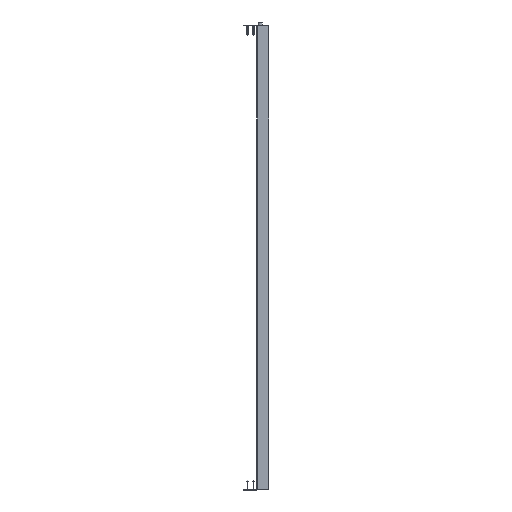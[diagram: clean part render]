
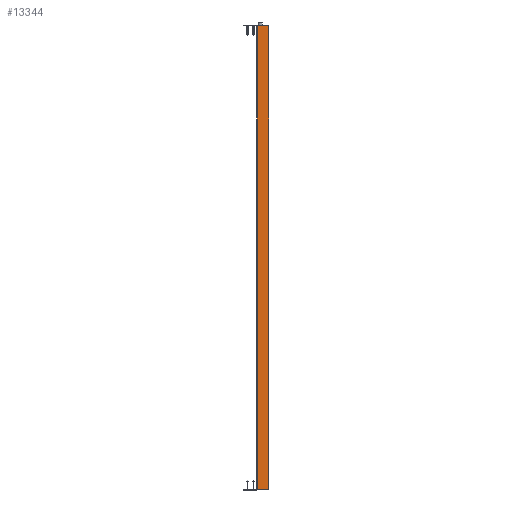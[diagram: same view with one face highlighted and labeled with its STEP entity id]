
A CAD part, left-side view. The second image highlights one B-rep face of the part: STEP entity #13344.
In plain terms, the highlighted planar face has unit normal (-1, 0.009, 0).
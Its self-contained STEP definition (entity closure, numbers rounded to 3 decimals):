
#1488 = EDGE_CURVE ( 'NONE', #22102, #7960, #22110, .T. ) ;
#1523 = DIRECTION ( 'NONE',  ( -0.009, -1., 0. ) ) ;
#1945 = VECTOR ( 'NONE', #6989, 1000. ) ;
#2290 = CARTESIAN_POINT ( 'NONE',  ( -6.383, -0.694, -958. ) ) ;
#3959 = FACE_OUTER_BOUND ( 'NONE', #16801, .T. ) ;
#4178 = CARTESIAN_POINT ( 'NONE',  ( -6.383, -0.694, 0. ) ) ;
#6565 = CARTESIAN_POINT ( 'NONE',  ( -6.599, -24.85, -958. ) ) ;
#6989 = DIRECTION ( 'NONE',  ( 0., 0., 1. ) ) ;
#7960 = VERTEX_POINT ( 'NONE', #16486 ) ;
#8503 = CARTESIAN_POINT ( 'NONE',  ( -6.383, -0.694, -958. ) ) ;
#9235 = VECTOR ( 'NONE', #1523, 1000. ) ;
#9767 = AXIS2_PLACEMENT_3D ( 'NONE', #32790, #29031, #39646 ) ;
#12076 = ORIENTED_EDGE ( 'NONE', *, *, #27348, .T. ) ;
#13344 = ADVANCED_FACE ( 'NONE', ( #3959 ), #43431, .T. ) ;
#16486 = CARTESIAN_POINT ( 'NONE',  ( -6.599, -24.85, 0. ) ) ;
#16801 = EDGE_LOOP ( 'NONE', ( #33298, #12076, #44360, #26974 ) ) ;
#17347 = EDGE_CURVE ( 'NONE', #43773, #26159, #30594, .T. ) ;
#21088 = EDGE_CURVE ( 'NONE', #22102, #43773, #34417, .T. ) ;
#22102 = VERTEX_POINT ( 'NONE', #4178 ) ;
#22110 = LINE ( 'NONE', #26121, #46558 ) ;
#26121 = CARTESIAN_POINT ( 'NONE',  ( -6.377, 0., 0. ) ) ;
#26159 = VERTEX_POINT ( 'NONE', #6565 ) ;
#26974 = ORIENTED_EDGE ( 'NONE', *, *, #21088, .T. ) ;
#27348 = EDGE_CURVE ( 'NONE', #26159, #7960, #28527, .T. ) ;
#28527 = LINE ( 'NONE', #32284, #1945 ) ;
#29031 = DIRECTION ( 'NONE',  ( -1., 0.009, 0. ) ) ;
#30594 = LINE ( 'NONE', #30833, #9235 ) ;
#30833 = CARTESIAN_POINT ( 'NONE',  ( -6.377, 0., -958. ) ) ;
#32284 = CARTESIAN_POINT ( 'NONE',  ( -6.599, -24.85, -958. ) ) ;
#32745 = VECTOR ( 'NONE', #41756, 1000. ) ;
#32790 = CARTESIAN_POINT ( 'NONE',  ( -6.377, 0., -958. ) ) ;
#33298 = ORIENTED_EDGE ( 'NONE', *, *, #17347, .T. ) ;
#34417 = LINE ( 'NONE', #2290, #32745 ) ;
#39646 = DIRECTION ( 'NONE',  ( -0.009, -1., 0. ) ) ;
#40522 = DIRECTION ( 'NONE',  ( -0.009, -1., 0. ) ) ;
#41756 = DIRECTION ( 'NONE',  ( 0., 0., -1. ) ) ;
#43431 = PLANE ( 'NONE',  #9767 ) ;
#43773 = VERTEX_POINT ( 'NONE', #8503 ) ;
#44360 = ORIENTED_EDGE ( 'NONE', *, *, #1488, .F. ) ;
#46558 = VECTOR ( 'NONE', #40522, 1000. ) ;
